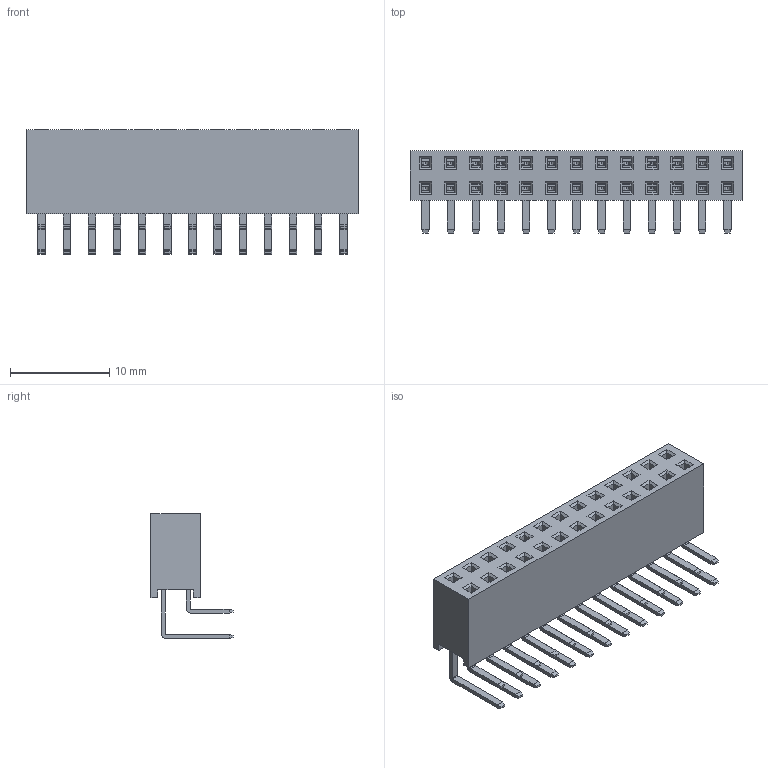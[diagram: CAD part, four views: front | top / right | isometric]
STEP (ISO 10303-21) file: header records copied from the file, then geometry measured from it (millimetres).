
FILE_DESCRIPTION(/* description */ ('Unknown'),/* implementation_level */ '2;1');
FILE_NAME(/* name */ '613026243121',/* time_stamp */ '2016-01-05T14:40:30+01:00',/* author */ ('Unknown'),/* organization */ ('Unknown'),/* preprocessor_version */ 'ST-DEVELOPER v16',/* originating_system */ 'DEX',/* authorisation */ $);
FILE_SCHEMA (('AUTOMOTIVE_DESIGN {1 0 10303 214 3 1 1}'));
Length unit declared in the file: millimetre
Products named in the file (4): 6130xx243121; 613026243121; 6130xx243121_PIN; 6130xx243121_PIN_G
Assembly tree (27 placements, depth 2):
  6130xx243121
    613026243121
    6130xx243121_PIN  x13
    6130xx243121_PIN_G  x13
Bounding box: 33.52 x 8.3 x 12.6 mm (x, y, z)
Volume: 1254.4 mm3; surface area: 3245.6 mm2
Topology: 27 solids, 27 shells, 1232 faces, 3326 edges, 2148 vertices
Faces by surface type: plane 1076, cylinder 104, bspline 52
Entity records: 15432 total; most frequent: CARTESIAN_POINT 2786, ORIENTED_EDGE 2668, DIRECTION 2366, EDGE_CURVE 1334, LINE 1310, VECTOR 1310, VERTEX_POINT 852, EDGE_LOOP 540
